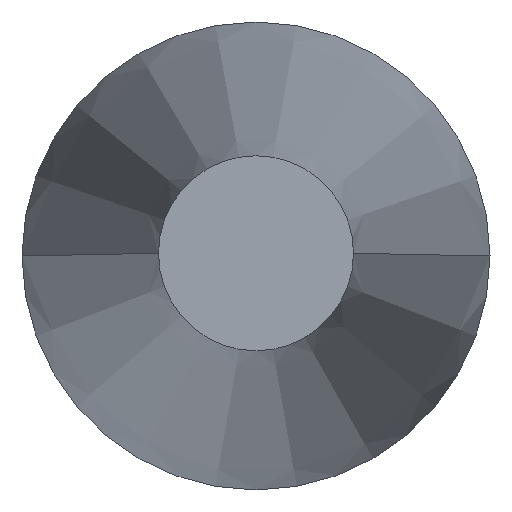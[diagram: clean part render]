
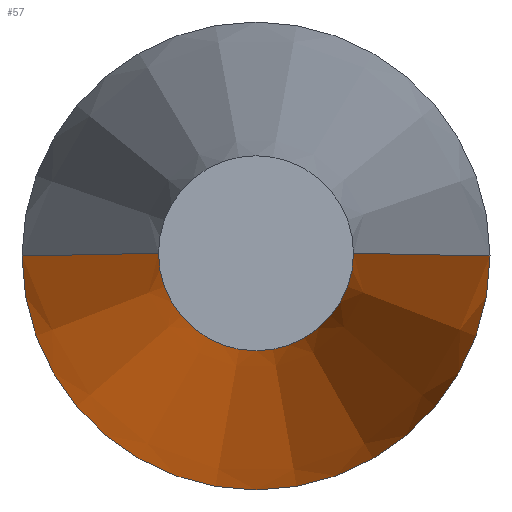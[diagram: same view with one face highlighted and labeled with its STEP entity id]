
A CAD part, top view. The second image highlights one B-rep face of the part: STEP entity #57.
In plain terms, the highlighted conical face has half-angle 5 degrees and reference radius 15 mm.
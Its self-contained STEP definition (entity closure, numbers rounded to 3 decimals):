
#2 = VERTEX_POINT ( 'NONE', #66 ) ;
#3 = DIRECTION ( 'NONE',  ( 1., 0., 0. ) ) ;
#15 = CIRCLE ( 'NONE', #155, 15. ) ;
#21 = EDGE_CURVE ( 'NONE', #23, #2, #146, .T. ) ;
#23 = VERTEX_POINT ( 'NONE', #38 ) ;
#25 = CARTESIAN_POINT ( 'NONE',  ( 0., 0., 0. ) ) ;
#27 = AXIS2_PLACEMENT_3D ( 'NONE', #228, #186, #58 ) ;
#28 = CARTESIAN_POINT ( 'NONE',  ( 15., 0., 0. ) ) ;
#38 = CARTESIAN_POINT ( 'NONE',  ( -6.251, 0., 100. ) ) ;
#45 = ORIENTED_EDGE ( 'NONE', *, *, #21, .F. ) ;
#48 = DIRECTION ( 'NONE',  ( 0., 0., -1. ) ) ;
#57 = ADVANCED_FACE ( 'NONE', ( #84 ), #133, .T. ) ;
#58 = DIRECTION ( 'NONE',  ( 1., 0., 0. ) ) ;
#63 = ORIENTED_EDGE ( 'NONE', *, *, #87, .F. ) ;
#66 = CARTESIAN_POINT ( 'NONE',  ( 6.251, 0., 100. ) ) ;
#69 = LINE ( 'NONE', #117, #244 ) ;
#79 = DIRECTION ( 'NONE',  ( 0., 0., 1. ) ) ;
#84 = FACE_OUTER_BOUND ( 'NONE', #208, .T. ) ;
#87 = EDGE_CURVE ( 'NONE', #2, #255, #170, .T. ) ;
#107 = EDGE_CURVE ( 'NONE', #238, #255, #15, .T. ) ;
#116 = ORIENTED_EDGE ( 'NONE', *, *, #107, .T. ) ;
#117 = CARTESIAN_POINT ( 'NONE',  ( -15., 0., 0. ) ) ;
#120 = DIRECTION ( 'NONE',  ( -1., 0., 0. ) ) ;
#121 = CARTESIAN_POINT ( 'NONE',  ( -15., 0., 0. ) ) ;
#130 = ORIENTED_EDGE ( 'NONE', *, *, #176, .T. ) ;
#133 = CONICAL_SURFACE ( 'NONE', #207, 15., 0.087 ) ;
#146 = CIRCLE ( 'NONE', #27, 6.251 ) ;
#155 = AXIS2_PLACEMENT_3D ( 'NONE', #25, #79, #3 ) ;
#160 = CARTESIAN_POINT ( 'NONE',  ( 0., 0., 0. ) ) ;
#170 = LINE ( 'NONE', #213, #198 ) ;
#176 = EDGE_CURVE ( 'NONE', #23, #238, #69, .T. ) ;
#186 = DIRECTION ( 'NONE',  ( 0., 0., 1. ) ) ;
#193 = DIRECTION ( 'NONE',  ( -0.087, 0., -0.996 ) ) ;
#198 = VECTOR ( 'NONE', #210, 1000. ) ;
#207 = AXIS2_PLACEMENT_3D ( 'NONE', #160, #48, #120 ) ;
#208 = EDGE_LOOP ( 'NONE', ( #63, #45, #130, #116 ) ) ;
#210 = DIRECTION ( 'NONE',  ( 0.087, 0., -0.996 ) ) ;
#213 = CARTESIAN_POINT ( 'NONE',  ( 15., 0., 0. ) ) ;
#228 = CARTESIAN_POINT ( 'NONE',  ( 0., 0., 100. ) ) ;
#238 = VERTEX_POINT ( 'NONE', #121 ) ;
#244 = VECTOR ( 'NONE', #193, 1000. ) ;
#255 = VERTEX_POINT ( 'NONE', #28 ) ;
